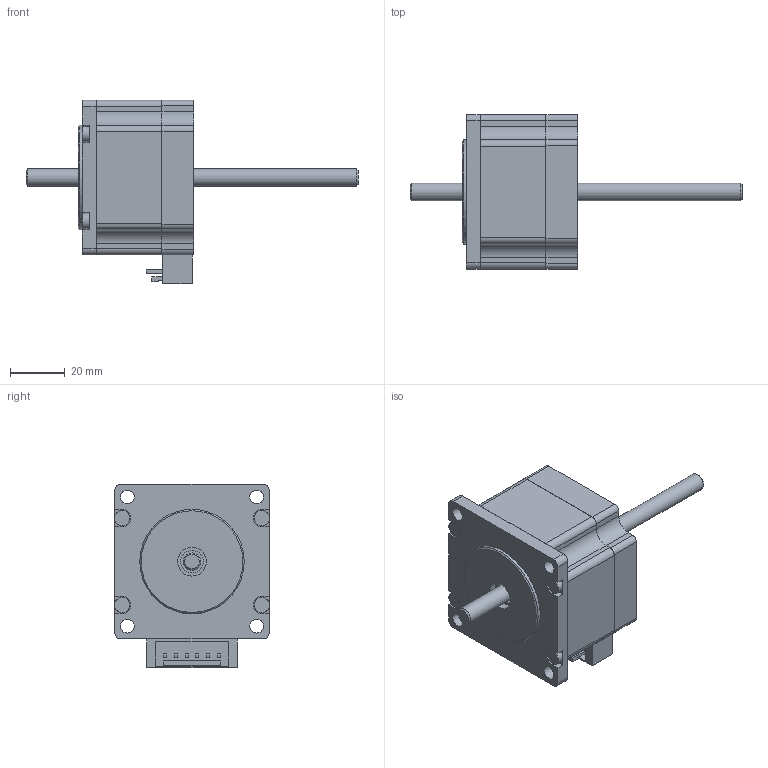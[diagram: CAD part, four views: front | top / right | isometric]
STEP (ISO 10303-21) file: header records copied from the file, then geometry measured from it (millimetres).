
FILE_DESCRIPTION(/* description */ (''),/* implementation_level */ '2;1');
FILE_NAME(/* name */ 'SCA5618X-B3.stp',/* time_stamp */ '2021-12-15T07:40:20+01:00',/* author */ ('angelika.schneid'),/* organization */ (''),/* preprocessor_version */ 'ST-DEVELOPER v17.2',/* originating_system */ 'Autodesk Inventor 2019',/* authorisation */ '');
FILE_SCHEMA (('AUTOMOTIVE_DESIGN { 1 0 10303 214 3 1 1 }'));
Length unit declared in the file: millimetre
Products named in the file (1): SCA5618X-B3_Shrinkwrap_1
Bounding box: 121.1 x 56.54 x 66.9 mm (x, y, z)
Volume: 124302.1 mm3; surface area: 31874.8 mm2
Topology: 4 solids, 4 shells, 178 faces, 473 edges, 318 vertices
Faces by surface type: plane 109, cylinder 58, cone 11
Full cylindrical faces by diameter (mm): 2 x1, 2.013 x2, 2.5 x4, 3.2 x4, 3.242 x2, 5 x4, 5.6 x4, 6.35 x1, 8.2 x2, 10.5 x1, 38.1 x1
Entity records: 5797 total; most frequent: DIRECTION 977, CARTESIAN_POINT 962, ORIENTED_EDGE 930, EDGE_CURVE 465, AXIS2_PLACEMENT_3D 333, VERTEX_POINT 318, LINE 311, VECTOR 311
